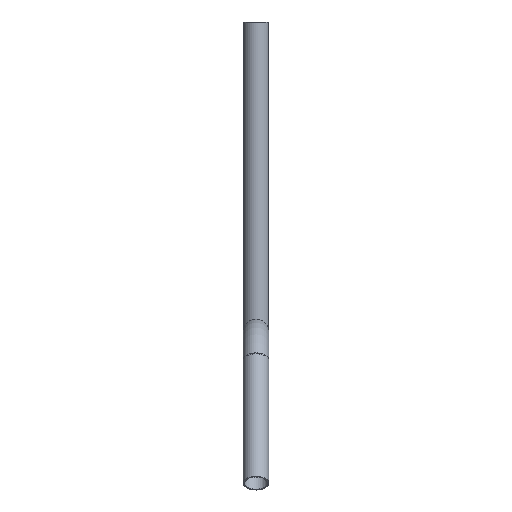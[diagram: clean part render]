
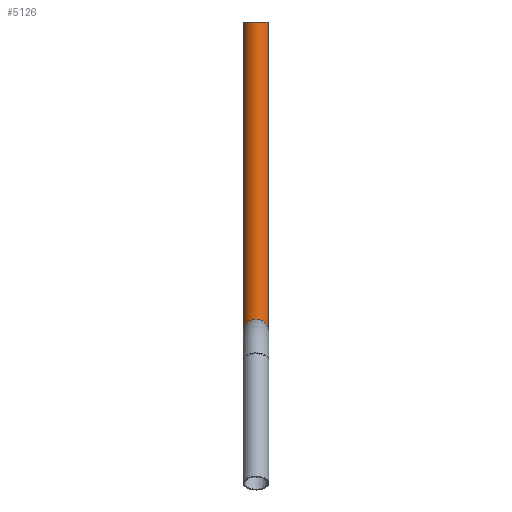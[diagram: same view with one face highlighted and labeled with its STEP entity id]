
A CAD part, front view. The second image highlights one B-rep face of the part: STEP entity #5126.
In plain terms, the highlighted cylindrical face has radius 16.85 mm (diameter 33.7 mm), a full revolution.
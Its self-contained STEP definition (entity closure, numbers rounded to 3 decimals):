
#1 = CIRCLE ( 'NONE', #2380, 16.85 ) ;
#1435 = CIRCLE ( 'NONE', #9938, 16.85 ) ;
#1985 = DIRECTION ( 'NONE',  ( 1., 0., 0. ) ) ;
#2064 = EDGE_CURVE ( 'NONE', #10555, #10555, #1, .T. ) ;
#2380 = AXIS2_PLACEMENT_3D ( 'NONE', #13662, #7322, #1985 ) ;
#2797 = EDGE_LOOP ( 'NONE', ( #11508 ) ) ;
#3608 = DIRECTION ( 'NONE',  ( 1., 0., 0. ) ) ;
#3643 = AXIS2_PLACEMENT_3D ( 'NONE', #5644, #8752, #3608 ) ;
#3852 = CARTESIAN_POINT ( 'NONE',  ( 16.85, 853.501, 108.764 ) ) ;
#3943 = CARTESIAN_POINT ( 'NONE',  ( 16.85, 853.501, 606.194 ) ) ;
#4213 = EDGE_LOOP ( 'NONE', ( #8772 ) ) ;
#5126 = ADVANCED_FACE ( 'NONE', ( #6785, #5307 ), #7946, .T. ) ;
#5307 = FACE_OUTER_BOUND ( 'NONE', #2797, .T. ) ;
#5425 = VERTEX_POINT ( 'NONE', #3943 ) ;
#5644 = CARTESIAN_POINT ( 'NONE',  ( 0., 853.501, 108.764 ) ) ;
#6785 = FACE_OUTER_BOUND ( 'NONE', #4213, .T. ) ;
#6850 = EDGE_CURVE ( 'NONE', #5425, #5425, #1435, .T. ) ;
#7322 = DIRECTION ( 'NONE',  ( 0., 0., 1. ) ) ;
#7946 = CYLINDRICAL_SURFACE ( 'NONE', #3643, 16.85 ) ;
#8168 = CARTESIAN_POINT ( 'NONE',  ( 0., 853.501, 606.194 ) ) ;
#8752 = DIRECTION ( 'NONE',  ( 0., 0., 1. ) ) ;
#8772 = ORIENTED_EDGE ( 'NONE', *, *, #6850, .F. ) ;
#9938 = AXIS2_PLACEMENT_3D ( 'NONE', #8168, #10125, #10209 ) ;
#10125 = DIRECTION ( 'NONE',  ( 0., 0., 1. ) ) ;
#10209 = DIRECTION ( 'NONE',  ( 1., 0., 0. ) ) ;
#10555 = VERTEX_POINT ( 'NONE', #3852 ) ;
#11508 = ORIENTED_EDGE ( 'NONE', *, *, #2064, .T. ) ;
#13662 = CARTESIAN_POINT ( 'NONE',  ( 0., 853.501, 108.764 ) ) ;
